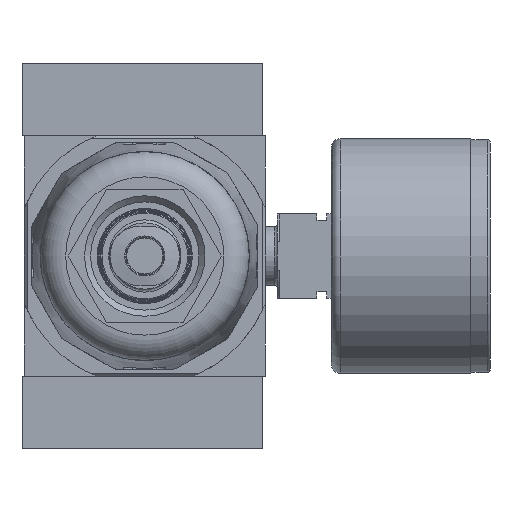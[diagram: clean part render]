
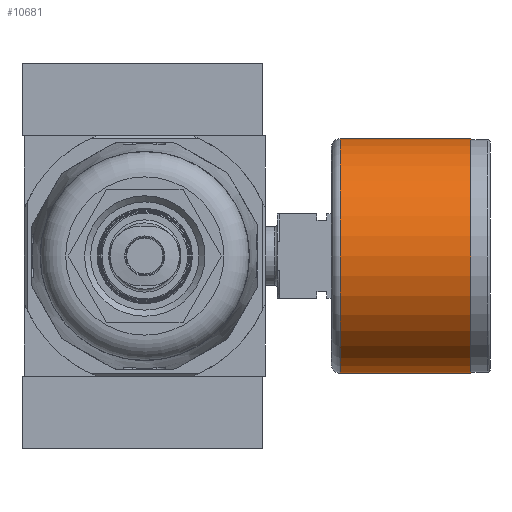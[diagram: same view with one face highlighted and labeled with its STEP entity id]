
A CAD part, front view. The second image highlights one B-rep face of the part: STEP entity #10681.
In plain terms, the highlighted cylindrical face has radius 19.5 mm (diameter 39 mm), a full revolution.
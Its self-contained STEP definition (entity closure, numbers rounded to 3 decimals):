
#227=CYLINDRICAL_SURFACE('',#11527,19.5);
#3325=ORIENTED_EDGE('',*,*,#4886,.F.);
#3326=ORIENTED_EDGE('',*,*,#4887,.T.);
#4886=EDGE_CURVE('',#5808,#5808,#6353,.T.);
#4887=EDGE_CURVE('',#5809,#5809,#6354,.T.);
#5808=VERTEX_POINT('',#16654);
#5809=VERTEX_POINT('',#16657);
#6353=CIRCLE('',#11526,19.5);
#6354=CIRCLE('',#11528,19.5);
#6909=EDGE_LOOP('',(#3325));
#6910=EDGE_LOOP('',(#3326));
#7623=FACE_BOUND('',#6909,.T.);
#7624=FACE_BOUND('',#6910,.T.);
#10681=ADVANCED_FACE('',(#7623,#7624),#227,.T.);
#11526=AXIS2_PLACEMENT_3D('',#16653,#13485,#13486);
#11527=AXIS2_PLACEMENT_3D('',#16655,#13487,#13488);
#11528=AXIS2_PLACEMENT_3D('',#16656,#13489,#13490);
#13485=DIRECTION('',(1.,0.,0.));
#13486=DIRECTION('',(0.,0.,-1.));
#13487=DIRECTION('',(1.,0.,0.));
#13488=DIRECTION('',(0.,0.,-1.));
#13489=DIRECTION('',(1.,0.,0.));
#13490=DIRECTION('',(0.,0.,-1.));
#16653=CARTESIAN_POINT('',(-3.2,0.,0.));
#16654=CARTESIAN_POINT('',(-3.2,0.,-19.5));
#16655=CARTESIAN_POINT('',(0.,0.,0.));
#16656=CARTESIAN_POINT('',(-24.85,0.,0.));
#16657=CARTESIAN_POINT('',(-24.85,0.,-19.5));
